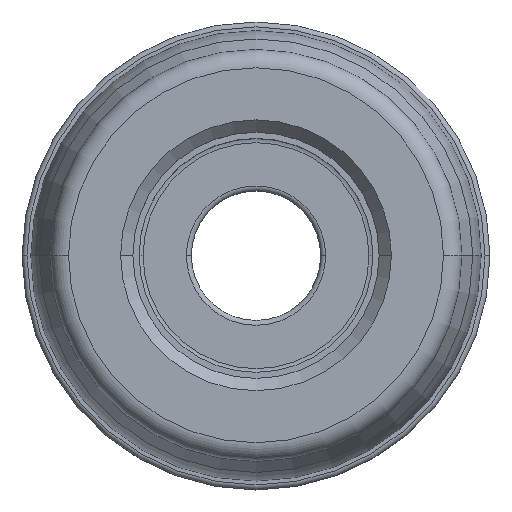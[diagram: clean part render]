
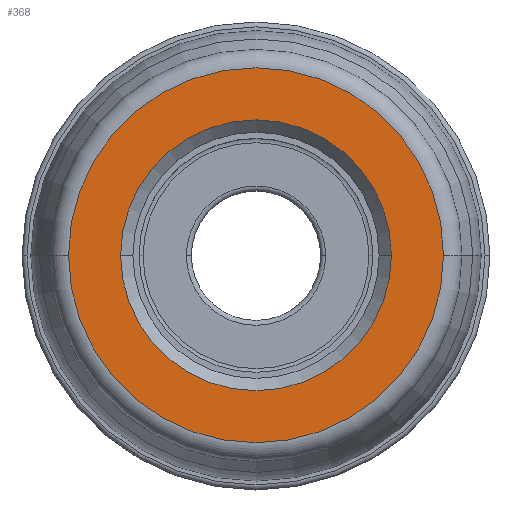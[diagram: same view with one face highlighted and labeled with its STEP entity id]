
A CAD part, top view. The second image highlights one B-rep face of the part: STEP entity #368.
In plain terms, the highlighted planar face has unit normal (0, 0, 1).
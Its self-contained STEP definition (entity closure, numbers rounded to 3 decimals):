
#199=PLANE('',#2688);
#209=FACE_BOUND('',#686,.T.);
#210=FACE_BOUND('',#687,.T.);
#368=ADVANCED_FACE('',(#209,#210),#199,.T.);
#686=EDGE_LOOP('',(#1202,#1203));
#687=EDGE_LOOP('',(#1204,#1205));
#1202=ORIENTED_EDGE('',*,*,#1711,.F.);
#1203=ORIENTED_EDGE('',*,*,#1709,.F.);
#1204=ORIENTED_EDGE('',*,*,#1714,.F.);
#1205=ORIENTED_EDGE('',*,*,#1715,.F.);
#1438=VERTEX_POINT('',#5167);
#1439=VERTEX_POINT('',#5169);
#1440=VERTEX_POINT('',#5179);
#1441=VERTEX_POINT('',#5180);
#1709=EDGE_CURVE('',#1438,#1439,#2087,.T.);
#1711=EDGE_CURVE('',#1439,#1438,#2089,.T.);
#1714=EDGE_CURVE('',#1440,#1441,#2092,.T.);
#1715=EDGE_CURVE('',#1441,#1440,#2093,.T.);
#2087=CIRCLE('',#2677,15.27);
#2089=CIRCLE('',#2680,15.27);
#2092=CIRCLE('',#2686,11.025);
#2093=CIRCLE('',#2687,11.025);
#2677=AXIS2_PLACEMENT_3D('',#5168,#3268,#3269);
#2680=AXIS2_PLACEMENT_3D('',#5172,#3274,#3275);
#2686=AXIS2_PLACEMENT_3D('',#5178,#3286,#3287);
#2687=AXIS2_PLACEMENT_3D('',#5181,#3288,#3289);
#2688=AXIS2_PLACEMENT_3D('',#5182,#3290,#3291);
#3268=DIRECTION('',(0.,0.,-1.));
#3269=DIRECTION('',(1.,0.,0.));
#3274=DIRECTION('',(0.,0.,-1.));
#3275=DIRECTION('',(-1.,0.,0.));
#3286=DIRECTION('',(0.,0.,1.));
#3287=DIRECTION('',(1.,0.,0.));
#3288=DIRECTION('',(0.,0.,1.));
#3289=DIRECTION('',(-1.,0.,0.));
#3290=DIRECTION('',(0.,0.,1.));
#3291=DIRECTION('',(1.,0.,0.));
#5167=CARTESIAN_POINT('',(15.27,0.,0.));
#5168=CARTESIAN_POINT('',(0.,0.,0.));
#5169=CARTESIAN_POINT('',(-15.27,0.,0.));
#5172=CARTESIAN_POINT('',(0.,0.,0.));
#5178=CARTESIAN_POINT('',(0.,0.,0.));
#5179=CARTESIAN_POINT('',(11.025,0.,0.));
#5180=CARTESIAN_POINT('',(-11.025,0.,0.));
#5181=CARTESIAN_POINT('',(0.,0.,0.));
#5182=CARTESIAN_POINT('',(0.,0.,0.));
